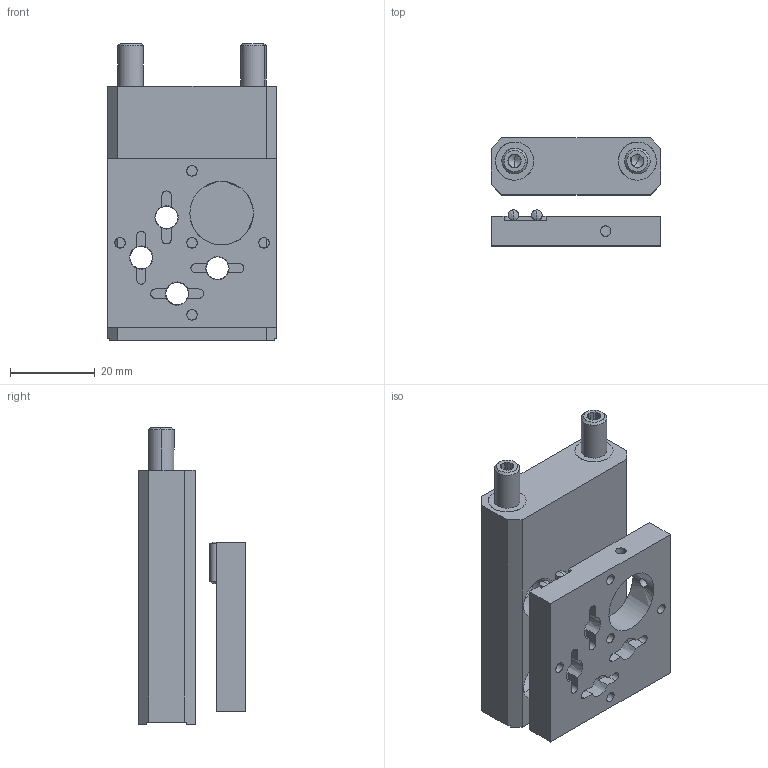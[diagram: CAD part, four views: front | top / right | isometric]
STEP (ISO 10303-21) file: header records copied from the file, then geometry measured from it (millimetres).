
FILE_DESCRIPTION(/* description */ (''),/* implementation_level */ '2;1');
FILE_NAME(/* name */ '01_MMM-TRA',/* time_stamp */ '2024-08-12T14:26:46+03:00',/* author */ (''),/* organization */ (''),/* preprocessor_version */ 'ST-DEVELOPER v15',/* originating_system */ '',/* authorisation */ '');
FILE_SCHEMA (('AUTOMOTIVE_DESIGN'));
Length unit declared in the file: millimetre
Products named in the file (1): Document
Bounding box: 40 x 25.5 x 70 mm (x, y, z)
Volume: 35953.9 mm3; surface area: 19156.7 mm2
Topology: 9 solids, 9 shells, 276 faces, 759 edges, 486 vertices
Faces by surface type: bspline 150, plane 126
Entity records: 9786 total; most frequent: CARTESIAN_POINT 5491, ORIENTED_EDGE 1466, EDGE_CURVE 733, VERTEX_POINT 486, EDGE_LOOP 327, ADVANCED_FACE 276, FACE_OUTER_BOUND 276, B_SPLINE_CURVE_WITH_KNOTS 253
